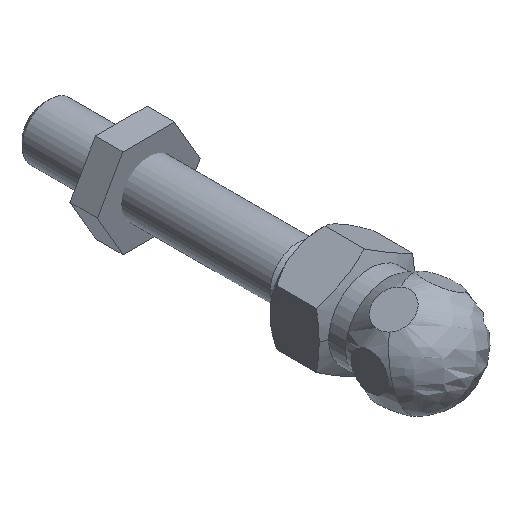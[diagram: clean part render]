
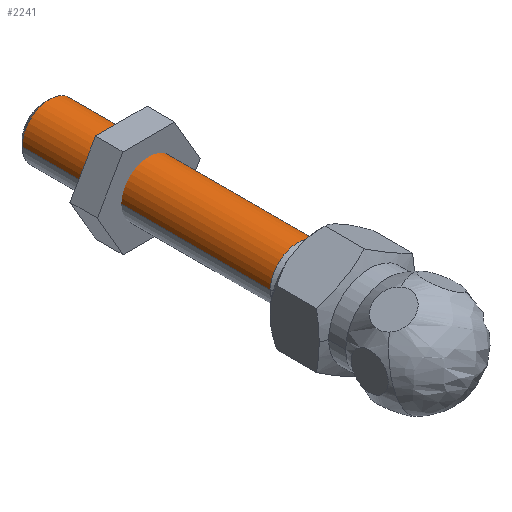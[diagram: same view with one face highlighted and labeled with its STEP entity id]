
A CAD part, isometric view. The second image highlights one B-rep face of the part: STEP entity #2241.
In plain terms, the highlighted cylindrical face has radius 4 mm (diameter 8 mm), a partial arc.
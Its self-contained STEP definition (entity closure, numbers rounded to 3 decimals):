
#25 = CARTESIAN_POINT ( 'NONE',  ( 0., 3., 0. ) ) ;
#37 = CARTESIAN_POINT ( 'NONE',  ( -4., 43.886, 0. ) ) ;
#49 = DIRECTION ( 'NONE',  ( 0., 1., 0. ) ) ;
#64 = EDGE_CURVE ( 'NONE', #1407, #2269, #112, .T. ) ;
#112 = LINE ( 'NONE', #513, #745 ) ;
#162 = CARTESIAN_POINT ( 'NONE',  ( 0., 39.2, 4. ) ) ;
#236 = CARTESIAN_POINT ( 'NONE',  ( 0., 39.2, 0. ) ) ;
#239 = DIRECTION ( 'NONE',  ( -1., 0., 0. ) ) ;
#298 = CARTESIAN_POINT ( 'NONE',  ( -4., 39.2, 0. ) ) ;
#323 = DIRECTION ( 'NONE',  ( 0., 1., 0. ) ) ;
#324 = AXIS2_PLACEMENT_3D ( 'NONE', #25, #1448, #239 ) ;
#396 = EDGE_LOOP ( 'NONE', ( #2180, #1823, #639, #968, #1972 ) ) ;
#448 = DIRECTION ( 'NONE',  ( -1., 0., 0. ) ) ;
#488 = EDGE_CURVE ( 'NONE', #1754, #1347, #499, .T. ) ;
#499 = LINE ( 'NONE', #37, #974 ) ;
#513 = CARTESIAN_POINT ( 'NONE',  ( 4., 43.886, 0. ) ) ;
#627 = EDGE_CURVE ( 'NONE', #1754, #1407, #2434, .T. ) ;
#639 = ORIENTED_EDGE ( 'NONE', *, *, #1447, .T. ) ;
#690 = CARTESIAN_POINT ( 'NONE',  ( 0., 39.2, 0. ) ) ;
#745 = VECTOR ( 'NONE', #323, 1000. ) ;
#763 = VERTEX_POINT ( 'NONE', #162 ) ;
#895 = DIRECTION ( 'NONE',  ( -1., 0., 0. ) ) ;
#968 = ORIENTED_EDGE ( 'NONE', *, *, #1603, .T. ) ;
#974 = VECTOR ( 'NONE', #1868, 1000. ) ;
#1278 = DIRECTION ( 'NONE',  ( -1., 0., 0. ) ) ;
#1347 = VERTEX_POINT ( 'NONE', #298 ) ;
#1405 = AXIS2_PLACEMENT_3D ( 'NONE', #236, #1647, #448 ) ;
#1407 = VERTEX_POINT ( 'NONE', #1543 ) ;
#1447 = EDGE_CURVE ( 'NONE', #2269, #763, #2391, .T. ) ;
#1448 = DIRECTION ( 'NONE',  ( 0., 1., 0. ) ) ;
#1543 = CARTESIAN_POINT ( 'NONE',  ( 4., 3., 0. ) ) ;
#1584 = CIRCLE ( 'NONE', #2630, 4. ) ;
#1603 = EDGE_CURVE ( 'NONE', #763, #1347, #1584, .T. ) ;
#1647 = DIRECTION ( 'NONE',  ( 0., -1., 0. ) ) ;
#1672 = CARTESIAN_POINT ( 'NONE',  ( 0., 43.886, 0. ) ) ;
#1717 = CARTESIAN_POINT ( 'NONE',  ( 4., 39.2, 0. ) ) ;
#1754 = VERTEX_POINT ( 'NONE', #2595 ) ;
#1823 = ORIENTED_EDGE ( 'NONE', *, *, #64, .T. ) ;
#1868 = DIRECTION ( 'NONE',  ( 0., 1., 0. ) ) ;
#1972 = ORIENTED_EDGE ( 'NONE', *, *, #488, .F. ) ;
#2073 = AXIS2_PLACEMENT_3D ( 'NONE', #1672, #49, #1278 ) ;
#2079 = CYLINDRICAL_SURFACE ( 'NONE', #2073, 4. ) ;
#2085 = DIRECTION ( 'NONE',  ( 0., -1., 0. ) ) ;
#2180 = ORIENTED_EDGE ( 'NONE', *, *, #627, .T. ) ;
#2241 = ADVANCED_FACE ( 'NONE', ( #2284 ), #2079, .T. ) ;
#2269 = VERTEX_POINT ( 'NONE', #1717 ) ;
#2284 = FACE_OUTER_BOUND ( 'NONE', #396, .T. ) ;
#2391 = CIRCLE ( 'NONE', #1405, 4. ) ;
#2434 = CIRCLE ( 'NONE', #324, 4. ) ;
#2595 = CARTESIAN_POINT ( 'NONE',  ( -4., 3., 0. ) ) ;
#2630 = AXIS2_PLACEMENT_3D ( 'NONE', #690, #2085, #895 ) ;
